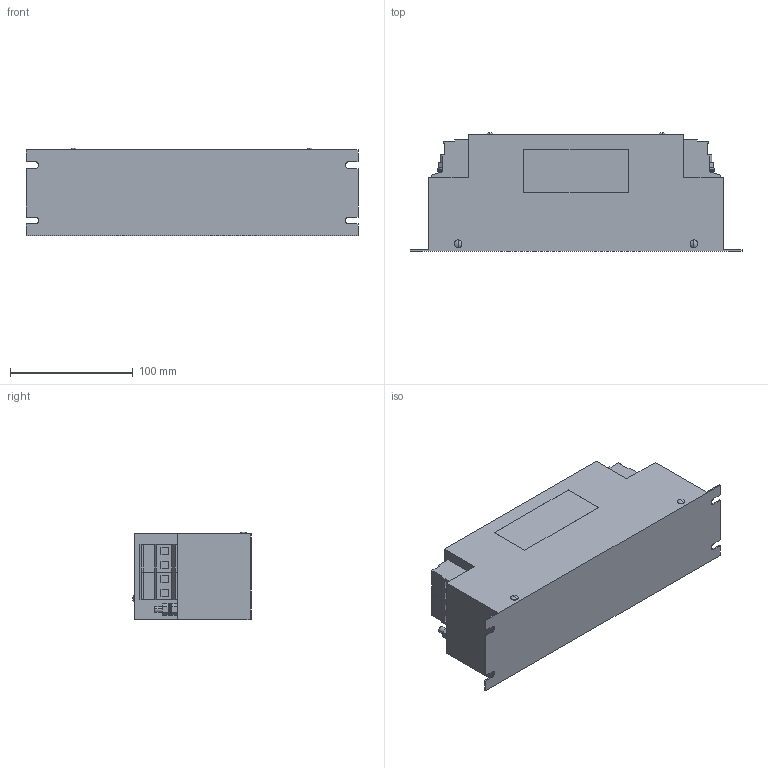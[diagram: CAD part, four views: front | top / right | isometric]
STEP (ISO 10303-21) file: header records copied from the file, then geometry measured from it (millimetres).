
FILE_DESCRIPTION (( 'STEP AP214' ), '1' );
FILE_NAME ('194626.STEP', '2024-03-21T12:41:12', ( '' ), ( '' ), 'SwSTEP 2.0', 'SolidWorks 2022', '' );
FILE_SCHEMA (( 'AUTOMOTIVE_DESIGN' ));
Length unit declared in the file: millimetre
Products named in the file (1): 194626
Bounding box: 270 x 96.37 x 71.37 mm (x, y, z)
Volume: 1497778.1 mm3; surface area: 95790.7 mm2
Topology: 1 solids, 1 shells, 286 faces, 690 edges, 446 vertices
Faces by surface type: plane 226, cylinder 52, sphere 8
Entity records: 8272 total; most frequent: CARTESIAN_POINT 1423, DIRECTION 1404, ORIENTED_EDGE 1380, EDGE_CURVE 690, LINE 550, VECTOR 550, VERTEX_POINT 446, AXIS2_PLACEMENT_3D 427
